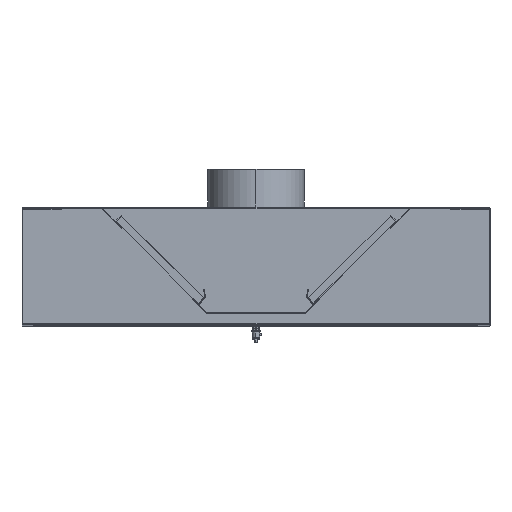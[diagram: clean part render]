
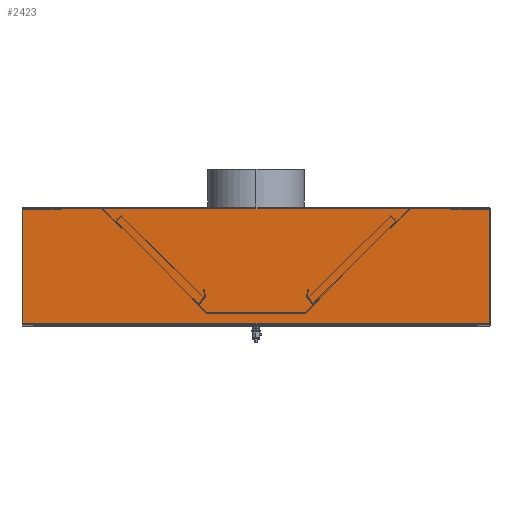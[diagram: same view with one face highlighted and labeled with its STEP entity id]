
A CAD part, top view. The second image highlights one B-rep face of the part: STEP entity #2423.
In plain terms, the highlighted free-form (B-spline) face has degree [1, 1] with [2, 2] control points.
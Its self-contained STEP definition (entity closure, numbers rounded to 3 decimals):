
#1968 = VERTEX_POINT('',#1969);
#1969 = CARTESIAN_POINT('',(1004.63,-249.934,
    2.1));
#2038 = VERTEX_POINT('',#2039);
#2039 = CARTESIAN_POINT('',(1004.63,-2.1,
    2.1));
#2044 = EDGE_CURVE('',#2038,#1968,#2045,.T.);
#2045 = B_SPLINE_CURVE_WITH_KNOTS('',1,(#2046,#2047),.UNSPECIFIED.,.F.,
  .F.,(2,2),(-295.,-0.),.PIECEWISE_BEZIER_KNOTS.);
#2046 = CARTESIAN_POINT('',(1004.63,-2.1,
    2.1));
#2047 = CARTESIAN_POINT('',(1004.63,-249.934,
    2.1));
#2060 = VERTEX_POINT('',#2061);
#2061 = CARTESIAN_POINT('',(-0.692,-2.1,
    2.1));
#2074 = VERTEX_POINT('',#2075);
#2075 = CARTESIAN_POINT('',(-0.692,-249.934,
    2.1));
#2080 = EDGE_CURVE('',#2074,#2060,#2081,.T.);
#2081 = B_SPLINE_CURVE_WITH_KNOTS('',1,(#2082,#2083),.UNSPECIFIED.,.F.,
  .F.,(2,2),(0.,295.),.PIECEWISE_BEZIER_KNOTS.);
#2082 = CARTESIAN_POINT('',(-0.692,-249.934,
    2.1));
#2083 = CARTESIAN_POINT('',(-0.692,-2.1,
    2.1));
#2423 = ADVANCED_FACE('',(#2424),#2438,.F.);
#2424 = FACE_BOUND('',#2425,.T.);
#2425 = EDGE_LOOP('',(#2426,#2427,#2432,#2433));
#2426 = ORIENTED_EDGE('',*,*,#2044,.F.);
#2427 = ORIENTED_EDGE('',*,*,#2428,.F.);
#2428 = EDGE_CURVE('',#2060,#2038,#2429,.T.);
#2429 = B_SPLINE_CURVE_WITH_KNOTS('',1,(#2430,#2431),.UNSPECIFIED.,.F.,
  .F.,(2,2),(9974.177,11170.823),
  .PIECEWISE_BEZIER_KNOTS.);
#2430 = CARTESIAN_POINT('',(-0.692,-2.1,
    2.1));
#2431 = CARTESIAN_POINT('',(1004.63,-2.1,
    2.1));
#2432 = ORIENTED_EDGE('',*,*,#2080,.F.);
#2433 = ORIENTED_EDGE('',*,*,#2434,.T.);
#2434 = EDGE_CURVE('',#2074,#1968,#2435,.T.);
#2435 = B_SPLINE_CURVE_WITH_KNOTS('',1,(#2436,#2437),.UNSPECIFIED.,.F.,
  .F.,(2,2),(9974.177,11170.823),
  .PIECEWISE_BEZIER_KNOTS.);
#2436 = CARTESIAN_POINT('',(-0.692,-249.934,
    2.1));
#2437 = CARTESIAN_POINT('',(1004.63,-249.934,
    2.1));
#2438 = B_SPLINE_SURFACE_WITH_KNOTS('',1,1,(
    (#2439,#2440)
    ,(#2441,#2442
    )),.UNSPECIFIED.,.F.,.F.,.F.,(2,2),(2,2),(-11170.823,
    -9974.177),(0.,295.),.PIECEWISE_BEZIER_KNOTS.);
#2439 = CARTESIAN_POINT('',(1004.63,-249.934,
    2.1));
#2440 = CARTESIAN_POINT('',(1004.63,-2.1,
    2.1));
#2441 = CARTESIAN_POINT('',(-0.692,-249.934,
    2.1));
#2442 = CARTESIAN_POINT('',(-0.692,-2.1,
    2.1));
